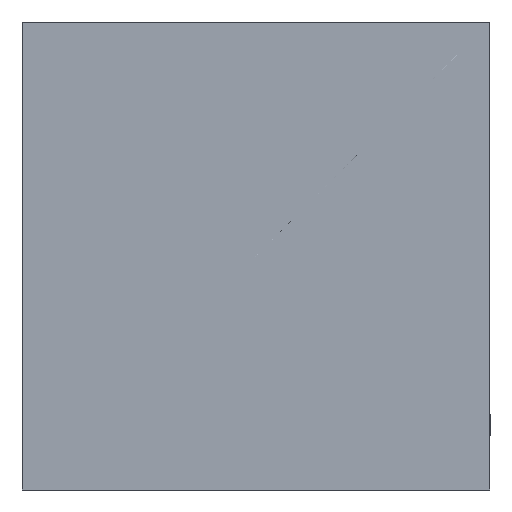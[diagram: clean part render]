
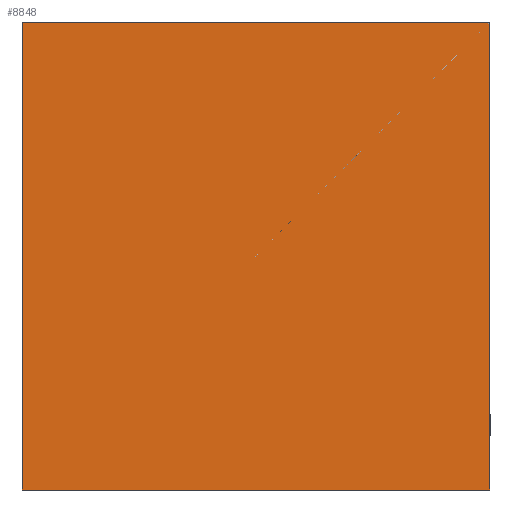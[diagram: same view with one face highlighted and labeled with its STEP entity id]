
A CAD part, left-side view. The second image highlights one B-rep face of the part: STEP entity #8848.
In plain terms, the highlighted planar face has unit normal (-1, 0, 0).
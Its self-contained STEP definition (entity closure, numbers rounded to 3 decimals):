
#1256=FACE_OUTER_BOUND('',#1782,.T.);
#1782=EDGE_LOOP('',(#7805,#7806,#7807,#7808));
#2060=LINE('',#13755,#2823);
#2558=LINE('',#15408,#3321);
#2559=LINE('',#15409,#3322);
#2560=LINE('',#15410,#3323);
#2823=VECTOR('',#9839,10.);
#3321=VECTOR('',#11391,10.);
#3322=VECTOR('',#11392,10.);
#3323=VECTOR('',#11393,10.);
#3641=VERTEX_POINT('',#13748);
#3644=VERTEX_POINT('',#13753);
#4143=VERTEX_POINT('',#15406);
#4144=VERTEX_POINT('',#15407);
#4618=EDGE_CURVE('',#3644,#3641,#2060,.T.);
#5374=EDGE_CURVE('',#4143,#4144,#2558,.T.);
#5375=EDGE_CURVE('',#4144,#3641,#2559,.T.);
#5376=EDGE_CURVE('',#4143,#3644,#2560,.T.);
#7805=ORIENTED_EDGE('',*,*,#5374,.T.);
#7806=ORIENTED_EDGE('',*,*,#5375,.T.);
#7807=ORIENTED_EDGE('',*,*,#4618,.F.);
#7808=ORIENTED_EDGE('',*,*,#5376,.F.);
#8076=PLANE('',#9454);
#8848=ADVANCED_FACE('',(#1256),#8076,.T.);
#9454=AXIS2_PLACEMENT_3D('',#15405,#11389,#11390);
#9839=DIRECTION('',(0.,-1.,0.));
#11389=DIRECTION('center_axis',(-1.,0.,0.));
#11390=DIRECTION('ref_axis',(0.,-1.,0.));
#11391=DIRECTION('',(0.,-1.,0.));
#11392=DIRECTION('',(0.,0.,1.));
#11393=DIRECTION('',(0.,0.,1.));
#13748=CARTESIAN_POINT('',(0.,0.,88.9));
#13753=CARTESIAN_POINT('',(0.,88.9,88.9));
#13755=CARTESIAN_POINT('',(0.,88.9,88.9));
#15405=CARTESIAN_POINT('Origin',(0.,88.9,0.));
#15406=CARTESIAN_POINT('',(0.,88.9,0.));
#15407=CARTESIAN_POINT('',(0.,0.,0.));
#15408=CARTESIAN_POINT('',(0.,88.9,0.));
#15409=CARTESIAN_POINT('',(0.,0.,0.));
#15410=CARTESIAN_POINT('',(0.,88.9,0.));
